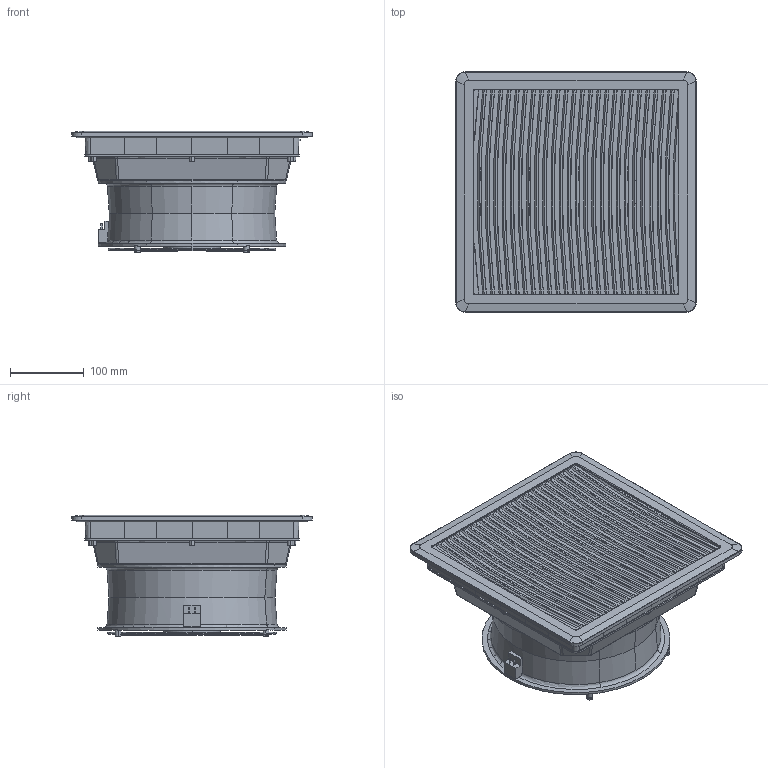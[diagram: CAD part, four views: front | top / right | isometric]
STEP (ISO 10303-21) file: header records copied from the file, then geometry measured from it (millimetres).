
FILE_DESCRIPTION(('CATIA V5 STEP Exchange'),'2;1');
FILE_NAME('Filter32 DEMO.stp','2019-11-06T09:12:40+00:00',('none'),('none'),'CATIA Version 5 Release 20 SP 1 (IN-10)','CATIA V5 STEP AP203','none');
FILE_SCHEMA(('CONFIG_CONTROL_DESIGN'));
Length unit declared in the file: millimetre
Products named in the file (1): Filter32 DEMO
Bounding box: 326 x 326 x 164.66 mm (x, y, z)
Volume: 8745062 mm3; surface area: 459545.5 mm2
Topology: 1 solids, 10 shells, 1742 faces, 4850 edges, 3131 vertices
Faces by surface type: bspline 857, plane 569, cylinder 120, torus 112, extrusion 56, cone 26, sphere 2
Entity records: 76837 total; most frequent: CARTESIAN_POINT 43193, ORIENTED_EDGE 9688, EDGE_CURVE 4844, B_SPLINE_CURVE_WITH_KNOTS 3135, VERTEX_POINT 3131, DIRECTION 2492, EDGE_LOOP 1831, ADVANCED_FACE 1742
